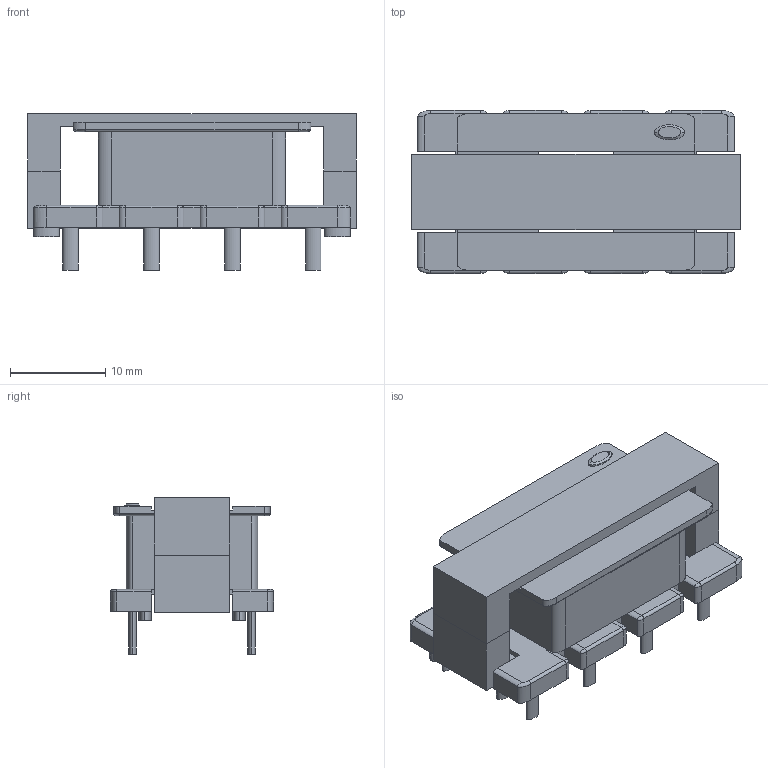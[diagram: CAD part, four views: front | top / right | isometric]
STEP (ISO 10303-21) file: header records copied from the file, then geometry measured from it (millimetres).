
FILE_DESCRIPTION (( 'STEP AP214' ), '1' );
FILE_NAME ('Transformer.STEP', '2021-05-01T02:47:00', ( '' ), ( '' ), 'SwSTEP 2.0', 'SolidWorks 2020', '' );
FILE_SCHEMA (( 'AUTOMOTIVE_DESIGN' ));
Length unit declared in the file: metre
Products named in the file (1): Transformer
Bounding box: 34.5 x 17.11 x 16.4 mm (x, y, z)
Volume: 4278.1 mm3; surface area: 5779.4 mm2
Topology: 4 solids, 4 shells, 233 faces, 568 edges, 340 vertices
Faces by surface type: plane 119, bspline 114
Entity records: 9864 total; most frequent: CARTESIAN_POINT 2906, ORIENTED_EDGE 1112, DIRECTION 608, EDGE_CURVE 556, VECTOR 368, LINE 368, VERTEX_POINT 340, EDGE_LOOP 246
